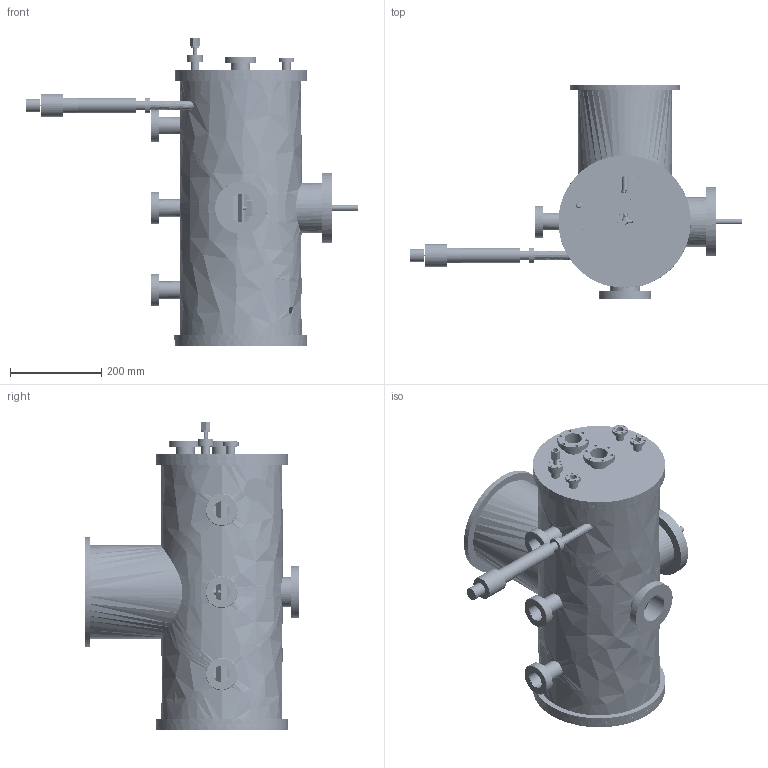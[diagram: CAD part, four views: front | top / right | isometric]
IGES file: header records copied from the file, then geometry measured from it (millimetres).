
Global section: file name: test_chamber_layout.igs; preprocessor: I-DEAS 3D IGES Translator 12; date: 20090403.142020; units: millimetre
Bounding box: 727.55 x 470 x 674 mm (x, y, z)
Volume: 5447451.2 mm3; surface area: 2629564.2 mm2
Topology: 580 solids, 580 shells, 9510 faces, 32186 edges, 26331 vertices
Faces by surface type: bspline 9510
